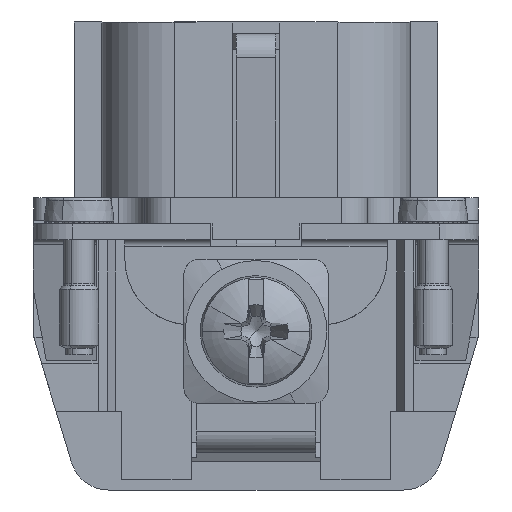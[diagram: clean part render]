
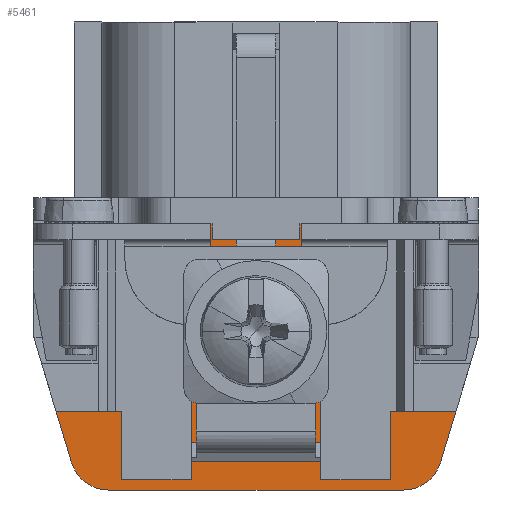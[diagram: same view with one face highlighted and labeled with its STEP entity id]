
A CAD part, front view. The second image highlights one B-rep face of the part: STEP entity #5461.
In plain terms, the highlighted planar face has unit normal (0, -1, 0).
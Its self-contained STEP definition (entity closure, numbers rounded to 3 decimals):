
#5281=AXIS2_PLACEMENT_3D('Plane Axis2P3D',#5278,#5279,#5280) ;
#5383=AXIS2_PLACEMENT_3D('Circle Axis2P3D',#5381,#5382,$) ;
#5411=AXIS2_PLACEMENT_3D('Circle Axis2P3D',#5409,#5410,$) ;
#3973=CARTESIAN_POINT('Vertex',(12.05,15.25,20.3)) ;
#3976=CARTESIAN_POINT('Line Origine',(17.,15.25,20.3)) ;
#3980=CARTESIAN_POINT('Vertex',(21.95,15.25,20.3)) ;
#5254=CARTESIAN_POINT('Vertex',(12.05,15.25,4.1)) ;
#5257=CARTESIAN_POINT('Line Origine',(12.05,15.25,12.2)) ;
#5278=CARTESIAN_POINT('Axis2P3D Location',(17.,15.25,20.3)) ;
#5283=CARTESIAN_POINT('Line Origine',(29.176,15.25,11.584)) ;
#5287=CARTESIAN_POINT('Vertex',(31.053,15.25,11.561)) ;
#5289=CARTESIAN_POINT('Vertex',(27.3,15.25,11.607)) ;
#5292=CARTESIAN_POINT('Line Origine',(27.271,15.25,6.203)) ;
#5296=CARTESIAN_POINT('Vertex',(27.243,15.25,0.8)) ;
#5299=CARTESIAN_POINT('Line Origine',(26.4,15.25,0.8)) ;
#5303=CARTESIAN_POINT('Vertex',(25.557,15.25,0.8)) ;
#5306=CARTESIAN_POINT('Line Origine',(25.548,15.25,2.45)) ;
#5310=CARTESIAN_POINT('Vertex',(25.54,15.25,4.1)) ;
#5313=CARTESIAN_POINT('Line Origine',(23.745,15.25,4.1)) ;
#5317=CARTESIAN_POINT('Vertex',(21.95,15.25,4.1)) ;
#5320=CARTESIAN_POINT('Line Origine',(21.95,15.25,12.2)) ;
#5325=CARTESIAN_POINT('Line Origine',(10.255,15.25,4.1)) ;
#5329=CARTESIAN_POINT('Vertex',(8.46,15.25,4.1)) ;
#5332=CARTESIAN_POINT('Line Origine',(8.452,15.25,2.45)) ;
#5336=CARTESIAN_POINT('Vertex',(8.443,15.25,0.8)) ;
#5339=CARTESIAN_POINT('Line Origine',(7.6,15.25,0.8)) ;
#5343=CARTESIAN_POINT('Vertex',(6.757,15.25,0.8)) ;
#5346=CARTESIAN_POINT('Line Origine',(6.729,15.25,6.184)) ;
#5350=CARTESIAN_POINT('Vertex',(6.7,15.25,11.568)) ;
#5353=CARTESIAN_POINT('Line Origine',(4.824,15.25,11.526)) ;
#5357=CARTESIAN_POINT('Vertex',(2.947,15.25,11.483)) ;
#5360=CARTESIAN_POINT('Line Origine',(2.947,15.25,8.742)) ;
#5364=CARTESIAN_POINT('Vertex',(2.947,15.25,6.)) ;
#5367=CARTESIAN_POINT('Line Origine',(2.347,15.25,6.)) ;
#5371=CARTESIAN_POINT('Vertex',(1.747,15.25,6.)) ;
#5374=CARTESIAN_POINT('Line Origine',(2.328,15.25,4.068)) ;
#5378=CARTESIAN_POINT('Vertex',(2.908,15.25,2.137)) ;
#5381=CARTESIAN_POINT('Axis2P3D Location',(5.781,15.25,3.)) ;
#5385=CARTESIAN_POINT('Vertex',(5.781,15.25,0.)) ;
#5388=CARTESIAN_POINT('Line Origine',(7.141,15.25,0.)) ;
#5392=CARTESIAN_POINT('Vertex',(8.5,15.25,0.)) ;
#5395=CARTESIAN_POINT('Line Origine',(17.,15.25,0.)) ;
#5399=CARTESIAN_POINT('Vertex',(25.5,15.25,0.)) ;
#5402=CARTESIAN_POINT('Line Origine',(26.859,15.25,0.)) ;
#5406=CARTESIAN_POINT('Vertex',(28.219,15.25,0.)) ;
#5409=CARTESIAN_POINT('Axis2P3D Location',(28.219,15.25,3.)) ;
#5413=CARTESIAN_POINT('Vertex',(31.092,15.25,2.137)) ;
#5416=CARTESIAN_POINT('Line Origine',(31.672,15.25,4.068)) ;
#5420=CARTESIAN_POINT('Vertex',(32.253,15.25,6.)) ;
#5423=CARTESIAN_POINT('Line Origine',(31.653,15.25,6.)) ;
#5427=CARTESIAN_POINT('Vertex',(31.053,15.25,6.)) ;
#5430=CARTESIAN_POINT('Line Origine',(31.053,15.25,8.78)) ;
#3977=DIRECTION('Vector Direction',(-1.,0.,0.)) ;
#5258=DIRECTION('Vector Direction',(0.,0.,-1.)) ;
#5279=DIRECTION('Axis2P3D Direction',(0.,1.,0.)) ;
#5280=DIRECTION('Axis2P3D XDirection',(-1.,0.,0.)) ;
#5284=DIRECTION('Vector Direction',(-1.,0.,0.012)) ;
#5293=DIRECTION('Vector Direction',(-0.005,0.,-1.)) ;
#5300=DIRECTION('Vector Direction',(-1.,0.,0.)) ;
#5307=DIRECTION('Vector Direction',(0.005,0.,-1.)) ;
#5314=DIRECTION('Vector Direction',(-1.,0.,0.)) ;
#5321=DIRECTION('Vector Direction',(0.,0.,1.)) ;
#5326=DIRECTION('Vector Direction',(-1.,0.,0.)) ;
#5333=DIRECTION('Vector Direction',(-0.005,0.,-1.)) ;
#5340=DIRECTION('Vector Direction',(1.,0.,0.)) ;
#5347=DIRECTION('Vector Direction',(0.005,0.,-1.)) ;
#5354=DIRECTION('Vector Direction',(-1.,0.,-0.023)) ;
#5361=DIRECTION('Vector Direction',(0.,0.,1.)) ;
#5368=DIRECTION('Vector Direction',(1.,0.,0.)) ;
#5375=DIRECTION('Vector Direction',(-0.288,0.,0.958)) ;
#5382=DIRECTION('Axis2P3D Direction',(0.,1.,0.)) ;
#5389=DIRECTION('Vector Direction',(1.,0.,0.)) ;
#5396=DIRECTION('Vector Direction',(-1.,0.,0.)) ;
#5403=DIRECTION('Vector Direction',(-1.,0.,0.)) ;
#5410=DIRECTION('Axis2P3D Direction',(0.,1.,0.)) ;
#5417=DIRECTION('Vector Direction',(0.288,0.,0.958)) ;
#5424=DIRECTION('Vector Direction',(-1.,0.,0.)) ;
#5431=DIRECTION('Vector Direction',(0.,0.,1.)) ;
#3978=VECTOR('Line Direction',#3977,1.) ;
#5259=VECTOR('Line Direction',#5258,1.) ;
#5285=VECTOR('Line Direction',#5284,1.) ;
#5294=VECTOR('Line Direction',#5293,1.) ;
#5301=VECTOR('Line Direction',#5300,1.) ;
#5308=VECTOR('Line Direction',#5307,1.) ;
#5315=VECTOR('Line Direction',#5314,1.) ;
#5322=VECTOR('Line Direction',#5321,1.) ;
#5327=VECTOR('Line Direction',#5326,1.) ;
#5334=VECTOR('Line Direction',#5333,1.) ;
#5341=VECTOR('Line Direction',#5340,1.) ;
#5348=VECTOR('Line Direction',#5347,1.) ;
#5355=VECTOR('Line Direction',#5354,1.) ;
#5362=VECTOR('Line Direction',#5361,1.) ;
#5369=VECTOR('Line Direction',#5368,1.) ;
#5376=VECTOR('Line Direction',#5375,1.) ;
#5390=VECTOR('Line Direction',#5389,1.) ;
#5397=VECTOR('Line Direction',#5396,1.) ;
#5404=VECTOR('Line Direction',#5403,1.) ;
#5418=VECTOR('Line Direction',#5417,1.) ;
#5425=VECTOR('Line Direction',#5424,1.) ;
#5432=VECTOR('Line Direction',#5431,1.) ;
#5436=ORIENTED_EDGE('',*,*,#5291,.T.) ;
#5437=ORIENTED_EDGE('',*,*,#5298,.T.) ;
#5438=ORIENTED_EDGE('',*,*,#5305,.F.) ;
#5439=ORIENTED_EDGE('',*,*,#5312,.T.) ;
#5440=ORIENTED_EDGE('',*,*,#5319,.F.) ;
#5441=ORIENTED_EDGE('',*,*,#5324,.F.) ;
#5442=ORIENTED_EDGE('',*,*,#3982,.F.) ;
#5443=ORIENTED_EDGE('',*,*,#5261,.F.) ;
#5444=ORIENTED_EDGE('',*,*,#5331,.F.) ;
#5445=ORIENTED_EDGE('',*,*,#5338,.T.) ;
#5446=ORIENTED_EDGE('',*,*,#5345,.F.) ;
#5447=ORIENTED_EDGE('',*,*,#5352,.T.) ;
#5448=ORIENTED_EDGE('',*,*,#5359,.T.) ;
#5449=ORIENTED_EDGE('',*,*,#5366,.F.) ;
#5450=ORIENTED_EDGE('',*,*,#5373,.F.) ;
#5451=ORIENTED_EDGE('',*,*,#5380,.F.) ;
#5452=ORIENTED_EDGE('',*,*,#5387,.F.) ;
#5453=ORIENTED_EDGE('',*,*,#5394,.T.) ;
#5454=ORIENTED_EDGE('',*,*,#5401,.T.) ;
#5455=ORIENTED_EDGE('',*,*,#5408,.T.) ;
#5456=ORIENTED_EDGE('',*,*,#5415,.F.) ;
#5457=ORIENTED_EDGE('',*,*,#5422,.T.) ;
#5458=ORIENTED_EDGE('',*,*,#5429,.F.) ;
#5459=ORIENTED_EDGE('',*,*,#5434,.T.) ;
#5461=ADVANCED_FACE('Hauptk\X2\00F6\X0\rper',(#5460),#5282,.F.) ;
#5384=CIRCLE('generated circle',#5383,3.) ;
#5412=CIRCLE('generated circle',#5411,3.) ;
#3982=EDGE_CURVE('',#3974,#3981,#3979,.F.) ;
#5261=EDGE_CURVE('',#5255,#3974,#5260,.F.) ;
#5291=EDGE_CURVE('',#5288,#5290,#5286,.T.) ;
#5298=EDGE_CURVE('',#5290,#5297,#5295,.T.) ;
#5305=EDGE_CURVE('',#5304,#5297,#5302,.F.) ;
#5312=EDGE_CURVE('',#5304,#5311,#5309,.F.) ;
#5319=EDGE_CURVE('',#5318,#5311,#5316,.F.) ;
#5324=EDGE_CURVE('',#3981,#5318,#5323,.F.) ;
#5331=EDGE_CURVE('',#5330,#5255,#5328,.F.) ;
#5338=EDGE_CURVE('',#5330,#5337,#5335,.T.) ;
#5345=EDGE_CURVE('',#5344,#5337,#5342,.T.) ;
#5352=EDGE_CURVE('',#5344,#5351,#5349,.F.) ;
#5359=EDGE_CURVE('',#5351,#5358,#5356,.T.) ;
#5366=EDGE_CURVE('',#5365,#5358,#5363,.T.) ;
#5373=EDGE_CURVE('',#5372,#5365,#5370,.T.) ;
#5380=EDGE_CURVE('',#5379,#5372,#5377,.T.) ;
#5387=EDGE_CURVE('',#5386,#5379,#5384,.T.) ;
#5394=EDGE_CURVE('',#5386,#5393,#5391,.T.) ;
#5401=EDGE_CURVE('',#5393,#5400,#5398,.F.) ;
#5408=EDGE_CURVE('',#5400,#5407,#5405,.F.) ;
#5415=EDGE_CURVE('',#5414,#5407,#5412,.T.) ;
#5422=EDGE_CURVE('',#5414,#5421,#5419,.T.) ;
#5429=EDGE_CURVE('',#5428,#5421,#5426,.F.) ;
#5434=EDGE_CURVE('',#5428,#5288,#5433,.T.) ;
#5435=EDGE_LOOP('',(#5436,#5437,#5438,#5439,#5440,#5441,#5442,#5443,#5444,#5445,#5446,#5447,#5448,#5449,#5450,#5451,#5452,#5453,#5454,#5455,#5456,#5457,#5458,#5459)) ;
#5460=FACE_OUTER_BOUND('',#5435,.T.) ;
#3979=LINE('Line',#3976,#3978) ;
#5260=LINE('Line',#5257,#5259) ;
#5286=LINE('Line',#5283,#5285) ;
#5295=LINE('Line',#5292,#5294) ;
#5302=LINE('Line',#5299,#5301) ;
#5309=LINE('Line',#5306,#5308) ;
#5316=LINE('Line',#5313,#5315) ;
#5323=LINE('Line',#5320,#5322) ;
#5328=LINE('Line',#5325,#5327) ;
#5335=LINE('Line',#5332,#5334) ;
#5342=LINE('Line',#5339,#5341) ;
#5349=LINE('Line',#5346,#5348) ;
#5356=LINE('Line',#5353,#5355) ;
#5363=LINE('Line',#5360,#5362) ;
#5370=LINE('Line',#5367,#5369) ;
#5377=LINE('Line',#5374,#5376) ;
#5391=LINE('Line',#5388,#5390) ;
#5398=LINE('Line',#5395,#5397) ;
#5405=LINE('Line',#5402,#5404) ;
#5419=LINE('Line',#5416,#5418) ;
#5426=LINE('Line',#5423,#5425) ;
#5433=LINE('Line',#5430,#5432) ;
#5282=PLANE('',#5281) ;
#3974=VERTEX_POINT('',#3973) ;
#3981=VERTEX_POINT('',#3980) ;
#5255=VERTEX_POINT('',#5254) ;
#5288=VERTEX_POINT('',#5287) ;
#5290=VERTEX_POINT('',#5289) ;
#5297=VERTEX_POINT('',#5296) ;
#5304=VERTEX_POINT('',#5303) ;
#5311=VERTEX_POINT('',#5310) ;
#5318=VERTEX_POINT('',#5317) ;
#5330=VERTEX_POINT('',#5329) ;
#5337=VERTEX_POINT('',#5336) ;
#5344=VERTEX_POINT('',#5343) ;
#5351=VERTEX_POINT('',#5350) ;
#5358=VERTEX_POINT('',#5357) ;
#5365=VERTEX_POINT('',#5364) ;
#5372=VERTEX_POINT('',#5371) ;
#5379=VERTEX_POINT('',#5378) ;
#5386=VERTEX_POINT('',#5385) ;
#5393=VERTEX_POINT('',#5392) ;
#5400=VERTEX_POINT('',#5399) ;
#5407=VERTEX_POINT('',#5406) ;
#5414=VERTEX_POINT('',#5413) ;
#5421=VERTEX_POINT('',#5420) ;
#5428=VERTEX_POINT('',#5427) ;
